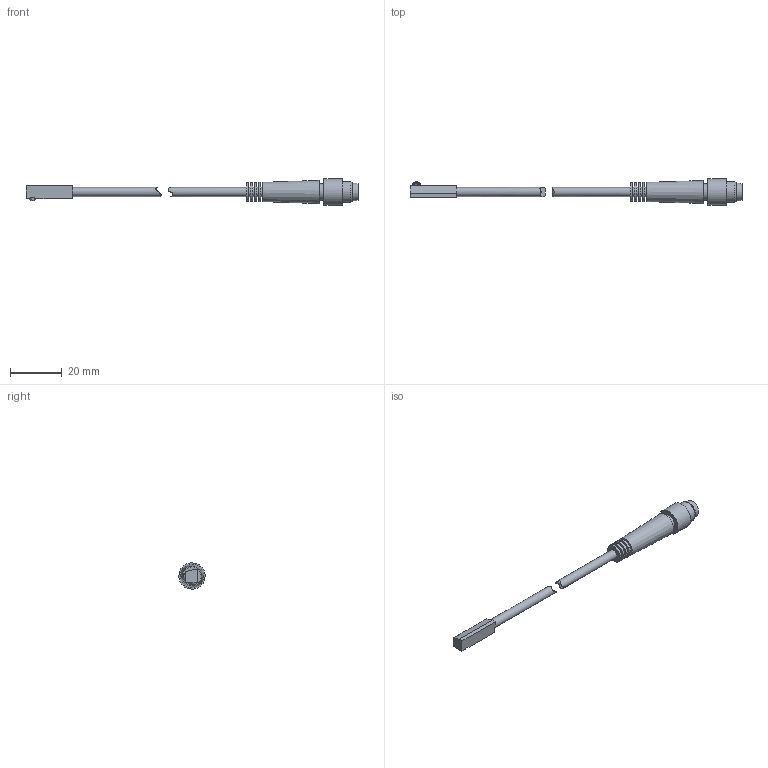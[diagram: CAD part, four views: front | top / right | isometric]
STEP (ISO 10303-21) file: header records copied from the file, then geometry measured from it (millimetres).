
FILE_DESCRIPTION((''),'2;1');
FILE_NAME('MZ0721F6.stp','2014-06-28T18:41:13',('Administrator'),(''),'Autodesk Inventor 11','Autodesk Inventor 11','');
FILE_SCHEMA(('AUTOMOTIVE_DESIGN { 1 0 10303 214 1 1 1 1 }'));
Length unit declared in the file: millimetre
Products named in the file (3): MZ0721F6; ipf M8 Stecker 3 pol  3,5mm Kabel; MZ0701F6 Sensor
Assembly tree (2 placements, depth 2):
  MZ0721F6
    ipf M8 Stecker 3 pol  3,5mm Kabel
    MZ0701F6 Sensor
Bounding box: 127.77 x 10.09 x 10.09 mm (x, y, z)
Volume: 3050.4 mm3; surface area: 2736.3 mm2
Topology: 2 solids, 2 shells, 67 faces, 147 edges, 98 vertices
Faces by surface type: plane 32, cylinder 20, cone 11, sphere 3, bspline 1
Full cylindrical faces by diameter (mm): 1 x3, 3.5 x6, 5.8 x1, 6.4 x2, 8 x1, 10.1 x1
Entity records: 1922 total; most frequent: CARTESIAN_POINT 495, DIRECTION 294, ORIENTED_EDGE 226, AXIS2_PLACEMENT_3D 131, EDGE_CURVE 113, EDGE_LOOP 111, VERTEX_POINT 94, FACE_OUTER_BOUND 67
